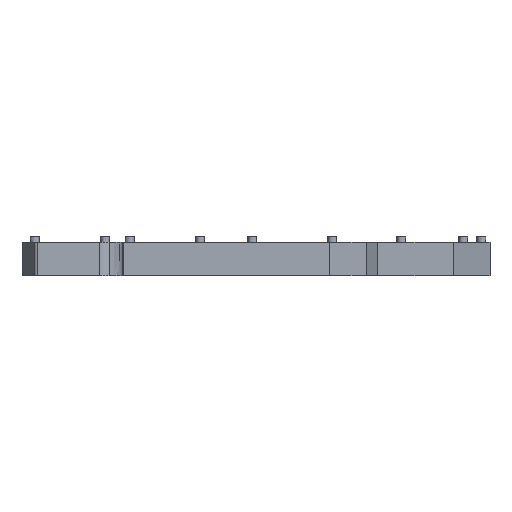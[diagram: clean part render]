
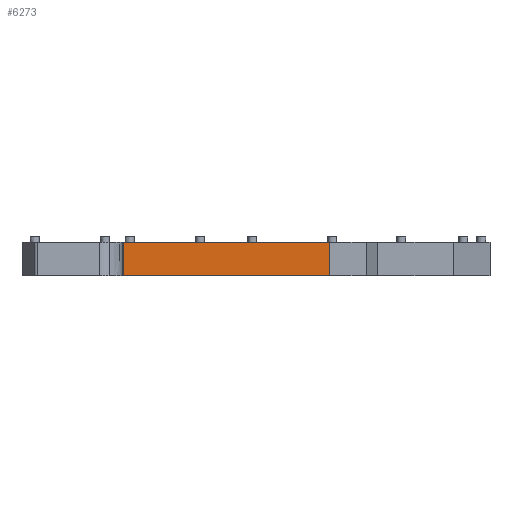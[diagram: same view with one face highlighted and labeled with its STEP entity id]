
A CAD part, front view. The second image highlights one B-rep face of the part: STEP entity #6273.
In plain terms, the highlighted planar face has unit normal (0, -1, 0).
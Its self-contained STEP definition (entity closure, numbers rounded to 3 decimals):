
#919=DIRECTION('',(-1.,0.,0.));
#920=VECTOR('',#919,33.392);
#921=CARTESIAN_POINT('',(13.5,-40.,0.));
#922=LINE('',#921,#920);
#923=DIRECTION('',(0.,0.,1.));
#924=VECTOR('',#923,5.);
#925=CARTESIAN_POINT('',(-19.892,-40.,0.));
#926=LINE('',#925,#924);
#927=DIRECTION('',(1.,0.,0.));
#928=VECTOR('',#927,33.392);
#929=CARTESIAN_POINT('',(-19.892,-40.,5.));
#930=LINE('',#929,#928);
#931=DIRECTION('',(1.,0.,0.));
#932=VECTOR('',#931,0.841);
#933=CARTESIAN_POINT('',(12.391,-40.,4.7));
#934=LINE('',#933,#932);
#935=DIRECTION('',(0.,0.,1.));
#936=VECTOR('',#935,2.4);
#937=CARTESIAN_POINT('',(12.391,-40.,2.3));
#938=LINE('',#937,#936);
#939=DIRECTION('',(1.,0.,0.));
#940=VECTOR('',#939,0.841);
#941=CARTESIAN_POINT('',(12.391,-40.,2.3));
#942=LINE('',#941,#940);
#943=DIRECTION('',(0.,0.,1.));
#944=VECTOR('',#943,2.4);
#945=CARTESIAN_POINT('',(13.233,-40.,2.3));
#946=LINE('',#945,#944);
#951=DIRECTION('',(0.,0.,1.));
#952=VECTOR('',#951,5.);
#953=CARTESIAN_POINT('',(13.5,-40.,0.));
#954=LINE('',#953,#952);
#4143=CARTESIAN_POINT('',(-19.892,-40.,0.));
#4144=VERTEX_POINT('',#4143);
#4145=CARTESIAN_POINT('',(13.5,-40.,0.));
#4146=VERTEX_POINT('',#4145);
#4669=CARTESIAN_POINT('',(13.5,-40.,5.));
#4670=VERTEX_POINT('',#4669);
#4671=CARTESIAN_POINT('',(-19.892,-40.,5.));
#4672=VERTEX_POINT('',#4671);
#5247=CARTESIAN_POINT('',(12.391,-40.,4.7));
#5248=CARTESIAN_POINT('',(13.233,-40.,4.7));
#5249=VERTEX_POINT('',#5247);
#5250=VERTEX_POINT('',#5248);
#5251=CARTESIAN_POINT('',(13.233,-40.,2.3));
#5252=VERTEX_POINT('',#5251);
#5253=CARTESIAN_POINT('',(12.391,-40.,2.3));
#5254=VERTEX_POINT('',#5253);
#6252=CARTESIAN_POINT('',(-3.196,-40.,2.5));
#6253=DIRECTION('',(0.,1.,0.));
#6254=DIRECTION('',(-1.,0.,0.));
#6255=AXIS2_PLACEMENT_3D('',#6252,#6253,#6254);
#6256=PLANE('',#6255);
#6257=ORIENTED_EDGE('',*,*,#5321,.T.);
#6258=ORIENTED_EDGE('',*,*,#6247,.T.);
#6259=ORIENTED_EDGE('',*,*,#5842,.T.);
#6261=ORIENTED_EDGE('',*,*,#6260,.F.);
#6262=EDGE_LOOP('',(#6257,#6258,#6259,#6261));
#6263=FACE_OUTER_BOUND('',#6262,.F.);
#6264=ORIENTED_EDGE('',*,*,#6140,.F.);
#6266=ORIENTED_EDGE('',*,*,#6265,.F.);
#6268=ORIENTED_EDGE('',*,*,#6267,.T.);
#6270=ORIENTED_EDGE('',*,*,#6269,.T.);
#6271=EDGE_LOOP('',(#6264,#6266,#6268,#6270));
#6272=FACE_BOUND('',#6271,.F.);
#5321=EDGE_CURVE('',#4146,#4144,#922,.T.);
#5842=EDGE_CURVE('',#4672,#4670,#930,.T.);
#6140=EDGE_CURVE('',#5249,#5250,#934,.T.);
#6247=EDGE_CURVE('',#4144,#4672,#926,.T.);
#6260=EDGE_CURVE('',#4146,#4670,#954,.T.);
#6265=EDGE_CURVE('',#5254,#5249,#938,.T.);
#6267=EDGE_CURVE('',#5254,#5252,#942,.T.);
#6269=EDGE_CURVE('',#5252,#5250,#946,.T.);
#6273=ADVANCED_FACE('',(#6263,#6272),#6256,.F.);
